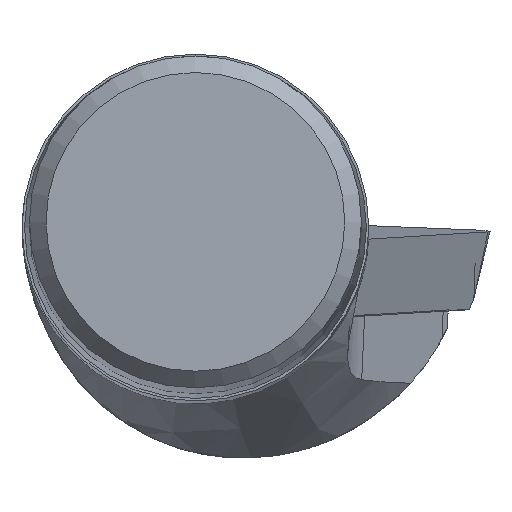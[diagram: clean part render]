
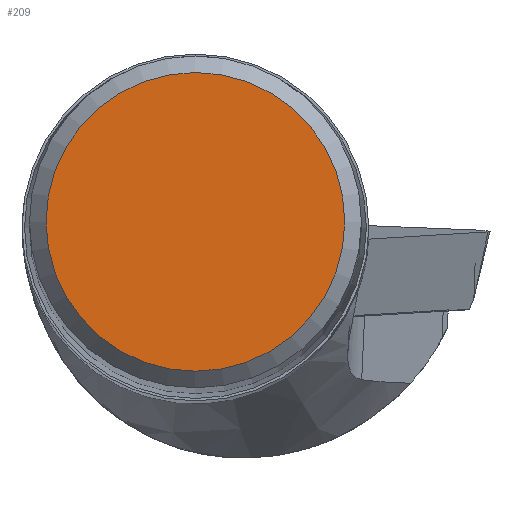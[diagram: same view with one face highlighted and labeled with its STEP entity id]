
A CAD part, top view. The second image highlights one B-rep face of the part: STEP entity #209.
In plain terms, the highlighted planar face has unit normal (0, 0, 1).
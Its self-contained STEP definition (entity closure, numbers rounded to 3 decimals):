
#155=CIRCLE('',#889,4.5);
#209=ADVANCED_FACE('',(#275),#246,.T.);
#246=PLANE('',#890);
#275=FACE_OUTER_BOUND('',#311,.T.);
#311=EDGE_LOOP('',(#459));
#459=ORIENTED_EDGE('',*,*,#655,.F.);
#573=VERTEX_POINT('',#1367);
#655=EDGE_CURVE('',#573,#573,#155,.T.);
#889=AXIS2_PLACEMENT_3D('',#1366,#1045,#1046);
#890=AXIS2_PLACEMENT_3D('',#1368,#1047,#1048);
#1045=DIRECTION('',(0.,0.,-1.));
#1046=DIRECTION('',(0.,-1.,0.));
#1047=DIRECTION('',(0.,0.,1.));
#1048=DIRECTION('',(0.,1.,0.));
#1366=CARTESIAN_POINT('',(0.,0.,0.));
#1367=CARTESIAN_POINT('',(0.,-4.5,0.));
#1368=CARTESIAN_POINT('',(-4.5,0.,0.));
